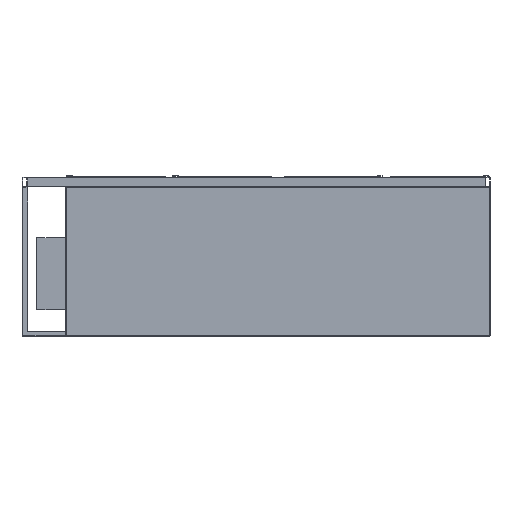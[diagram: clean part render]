
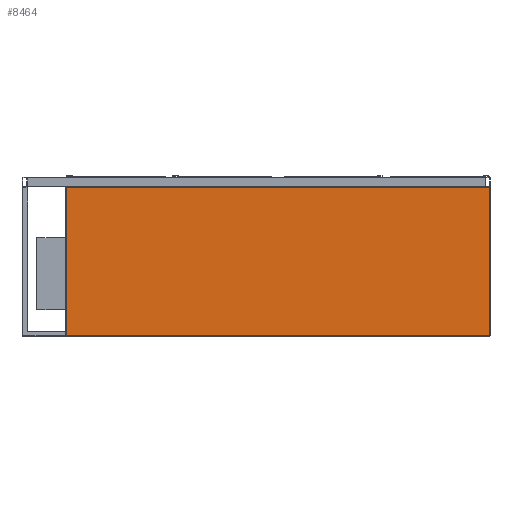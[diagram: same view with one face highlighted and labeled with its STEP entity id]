
A CAD part, front view. The second image highlights one B-rep face of the part: STEP entity #8464.
In plain terms, the highlighted planar face has unit normal (0, -1, 0).
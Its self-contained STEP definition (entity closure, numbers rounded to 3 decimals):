
#1065 = VERTEX_POINT ( 'NONE', #29653 ) ;
#1742 = DIRECTION ( 'NONE',  ( -1., 0., 0. ) ) ;
#2430 = CARTESIAN_POINT ( 'NONE',  ( -878., -380., -42. ) ) ;
#8464 = ADVANCED_FACE ( 'Fl�che8', ( #29480 ), #34925, .T. ) ;
#8634 = EDGE_LOOP ( 'NONE', ( #32153, #31655, #27149, #33106 ) ) ;
#8684 = EDGE_CURVE ( 'NONE', #28339, #14266, #36040, .T. ) ;
#9009 = DIRECTION ( 'NONE',  ( 1., 0., 0. ) ) ;
#11240 = EDGE_CURVE ( 'NONE', #1065, #28339, #26049, .T. ) ;
#13938 = EDGE_CURVE ( 'NONE', #14266, #19800, #25155, .T. ) ;
#14266 = VERTEX_POINT ( 'NONE', #28091 ) ;
#14900 = DIRECTION ( 'NONE',  ( 0., 0., -1. ) ) ;
#16010 = CARTESIAN_POINT ( 'NONE',  ( 878., -380., -660. ) ) ;
#19800 = VERTEX_POINT ( 'NONE', #2430 ) ;
#20385 = VECTOR ( 'NONE', #9009, 1000. ) ;
#21435 = AXIS2_PLACEMENT_3D ( 'NONE', #23693, #23874, #14900 ) ;
#23693 = CARTESIAN_POINT ( 'NONE',  ( -880., -380., -660. ) ) ;
#23874 = DIRECTION ( 'NONE',  ( 0., -1., 0. ) ) ;
#24783 = CARTESIAN_POINT ( 'NONE',  ( -880., -380., -42. ) ) ;
#25155 = LINE ( 'NONE', #24783, #32410 ) ;
#26049 = LINE ( 'NONE', #34310, #20385 ) ;
#26211 = VECTOR ( 'NONE', #27798, 1000. ) ;
#26490 = DIRECTION ( 'NONE',  ( 0., 0., -1. ) ) ;
#27149 = ORIENTED_EDGE ( 'NONE', *, *, #11240, .T. ) ;
#27798 = DIRECTION ( 'NONE',  ( 0., 0., 1. ) ) ;
#28091 = CARTESIAN_POINT ( 'NONE',  ( 878., -380., -42. ) ) ;
#28339 = VERTEX_POINT ( 'NONE', #34774 ) ;
#29480 = FACE_OUTER_BOUND ( 'NONE', #8634, .T. ) ;
#29653 = CARTESIAN_POINT ( 'NONE',  ( -878., -380., -658. ) ) ;
#31233 = VECTOR ( 'NONE', #26490, 1000. ) ;
#31655 = ORIENTED_EDGE ( 'NONE', *, *, #33478, .T. ) ;
#32153 = ORIENTED_EDGE ( 'NONE', *, *, #13938, .T. ) ;
#32410 = VECTOR ( 'NONE', #1742, 1000. ) ;
#33106 = ORIENTED_EDGE ( 'NONE', *, *, #8684, .T. ) ;
#33478 = EDGE_CURVE ( 'NONE', #19800, #1065, #35112, .T. ) ;
#34310 = CARTESIAN_POINT ( 'NONE',  ( -880., -380., -658. ) ) ;
#34385 = CARTESIAN_POINT ( 'NONE',  ( -878., -380., -660. ) ) ;
#34774 = CARTESIAN_POINT ( 'NONE',  ( 878., -380., -658. ) ) ;
#34925 = PLANE ( 'NONE',  #21435 ) ;
#35112 = LINE ( 'NONE', #34385, #31233 ) ;
#36040 = LINE ( 'NONE', #16010, #26211 ) ;
